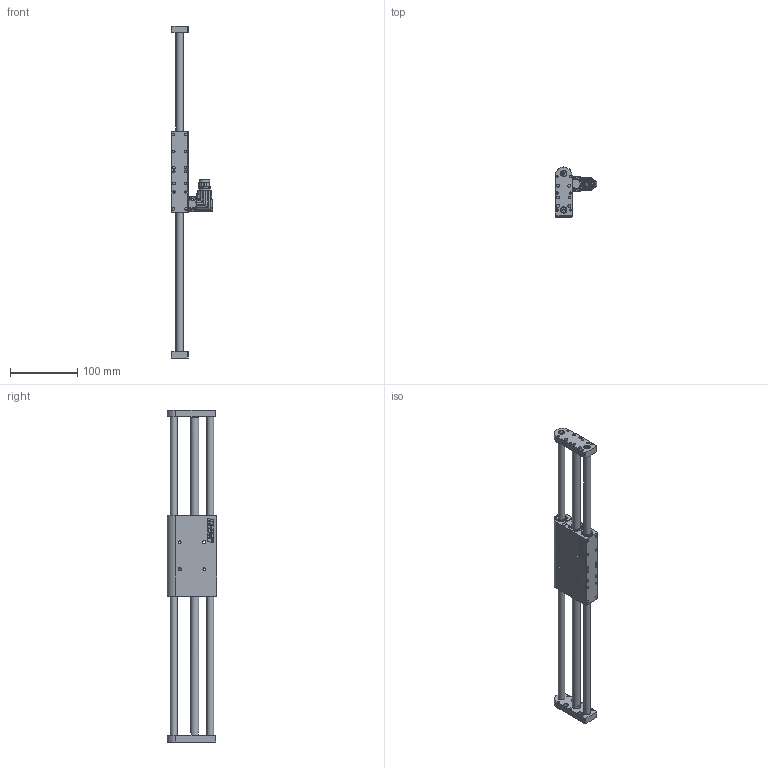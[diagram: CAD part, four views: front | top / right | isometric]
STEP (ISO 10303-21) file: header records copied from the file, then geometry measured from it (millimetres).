
FILE_DESCRIPTION (( 'STEP AP214' ), '1' );
FILE_NAME ('0186-1567_250204_DM01-23x80F-HP-R-350_BE03.STEP', '2025-02-04T08:21:47', ( '' ), ( '' ), 'SwSTEP 2.0', 'SolidWorks 2024', '' );
FILE_SCHEMA (( 'AUTOMOTIVE_DESIGN' ));
Length unit declared in the file: millimetre
Products named in the file (20): 0230-0680_Zyl.-Schr_I-6kt_n-K_M5x14_8.8_v-b; 0180-1841_DM01k-23-H; 0230-1198_Gew.-Stift_I-6kt_K-k_M6x6_v-b; 0150-3128_MC01-Rw!m_GANZ; 112739-7; PL01-12-HP_PL01-12x480!440-HP; MC01-Rw!m_fuss_Fuss; Läufer_beweglich_DM01-23x80F-HP-R-350; 0230-1088_Gew.-Stift_I-6kt_K-k_M2,5x3_INOX; 0230-0880_Linearkugellager_LBBR 10-LS-BEM; 0230-1137_Gew.-Stift_I-6kt_R-sch_M4x4_INOX_A4; 0180-1484_DM01k-23; 0230-0035_zyl.-schr._i-6kt_M5x14_8.8_v-b; 0186-1567_250204_DM01-23x80F-HP-R-350_BE03; 0230-0332_Lins.-Schr_I-6rd_M2.5x6_INOX-Tuf; 0150-4086_PAW01-12-LF_PAW01-12; 0180-1530_DL01-10x...-2M5_DL01-10x476; 0180-2699_DM01k-23-AGS; DM01h-23Sx80-HP-R_BE03; DSB01k-23x120
Assembly tree (36 placements, depth 4):
  0186-1567_250204_DM01-23x80F-HP-R-350_BE03
    DM01h-23Sx80-HP-R_BE03
      DSB01k-23x120
      0230-0880_Linearkugellager_LBBR 10-LS-BEM  x4
      0180-2699_DM01k-23-AGS  x2
      0230-0332_Lins.-Schr_I-6rd_M2.5x6_INOX-Tuf  x4
      0150-4086_PAW01-12-LF_PAW01-12  x2
      0150-3128_MC01-Rw!m_GANZ
        112739-7
        MC01-Rw!m_fuss_Fuss
      0230-1137_Gew.-Stift_I-6kt_R-sch_M4x4_INOX_A4  x3
      0230-1088_Gew.-Stift_I-6kt_K-k_M2,5x3_INOX
      0230-1198_Gew.-Stift_I-6kt_K-k_M6x6_v-b  x4
    Läufer_beweglich_DM01-23x80F-HP-R-350
      0180-1530_DL01-10x...-2M5_DL01-10x476  x2
      0180-1484_DM01k-23
      PL01-12-HP_PL01-12x480!440-HP
      0180-1841_DM01k-23-H
      0230-0035_zyl.-schr._i-6kt_M5x14_8.8_v-b  x4
      0230-0680_Zyl.-Schr_I-6kt_n-K_M5x14_8.8_v-b
Bounding box: 61.55 x 74 x 492 mm (x, y, z)
Volume: 342363.9 mm3; surface area: 141946.7 mm2
Topology: 42 solids, 42 shells, 2953 faces, 7225 edges, 4437 vertices
Faces by surface type: plane 1058, cylinder 780, bspline 590, cone 470, torus 54, sphere 1
Full cylindrical faces by diameter (mm): 0.6 x5, 1 x4, 1.1 x5, 2.05 x5, 2.1 x4, 2.5 x6, 2.501 x48, 2.7 x4, 3.2 x3, 3.3 x31, 4 x26, 4.2 x6, 4.3 x2, 4.5 x8, 4.6 x2, 4.8 x1, 5 x85, 5.3 x5, 6 x20, 7.3 x8, 8.5 x5, 9.5 x4, 10 x17, 11.5 x1, 12 x4, 12.5 x2, 13.4 x2, 13.5 x3, 14 x17, 14.2 x1
Entity records: 89356 total; most frequent: CARTESIAN_POINT 41103, ORIENTED_EDGE 8904, DIRECTION 7673, EDGE_CURVE 4452, VERTEX_POINT 2987, AXIS2_PLACEMENT_3D 2976, EDGE_LOOP 2575, FACE_OUTER_BOUND 2212
